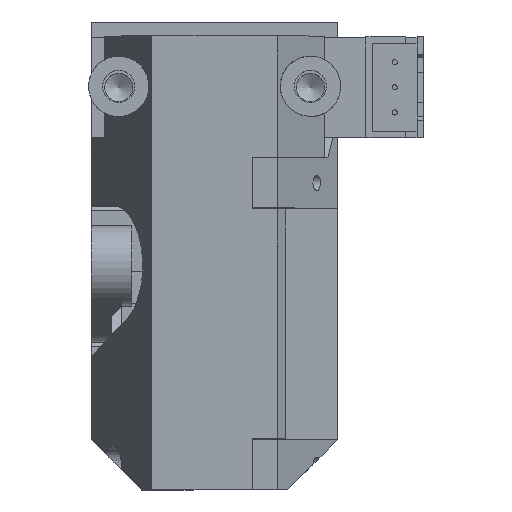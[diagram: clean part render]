
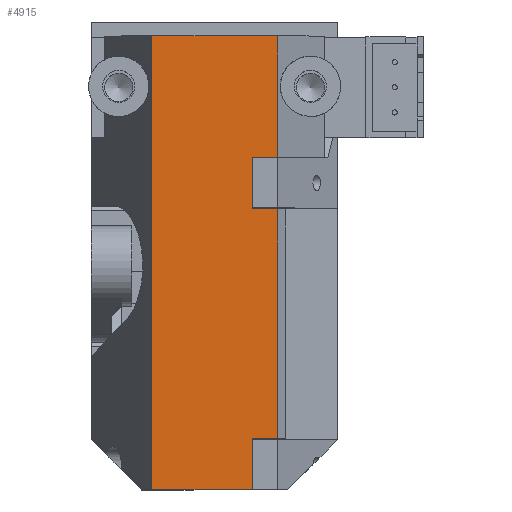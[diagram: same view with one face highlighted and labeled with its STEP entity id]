
A CAD part, top view. The second image highlights one B-rep face of the part: STEP entity #4915.
In plain terms, the highlighted planar face has unit normal (0, 0, 1).
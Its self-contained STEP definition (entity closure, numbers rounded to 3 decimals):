
#495=FACE_OUTER_BOUND('',#768,.T.);
#768=EDGE_LOOP('',(#4184,#4185,#4186,#4187,#4188,#4189,#4190,#4191,#4192,
#4193));
#1265=LINE('',#8001,#1825);
#1266=LINE('',#8003,#1826);
#1267=LINE('',#8005,#1827);
#1268=LINE('',#8007,#1828);
#1269=LINE('',#8009,#1829);
#1270=LINE('',#8011,#1830);
#1271=LINE('',#8013,#1831);
#1272=LINE('',#8015,#1832);
#1273=LINE('',#8017,#1833);
#1274=LINE('',#8018,#1834);
#1825=VECTOR('',#6557,10.);
#1826=VECTOR('',#6558,10.);
#1827=VECTOR('',#6559,10.);
#1828=VECTOR('',#6560,10.);
#1829=VECTOR('',#6561,10.);
#1830=VECTOR('',#6562,10.);
#1831=VECTOR('',#6563,10.);
#1832=VECTOR('',#6564,10.);
#1833=VECTOR('',#6565,10.);
#1834=VECTOR('',#6566,10.);
#2321=VERTEX_POINT('',#7999);
#2322=VERTEX_POINT('',#8000);
#2323=VERTEX_POINT('',#8002);
#2324=VERTEX_POINT('',#8004);
#2325=VERTEX_POINT('',#8006);
#2326=VERTEX_POINT('',#8008);
#2327=VERTEX_POINT('',#8010);
#2328=VERTEX_POINT('',#8012);
#2329=VERTEX_POINT('',#8014);
#2330=VERTEX_POINT('',#8016);
#2963=EDGE_CURVE('',#2321,#2322,#1265,.T.);
#2964=EDGE_CURVE('',#2321,#2323,#1266,.T.);
#2965=EDGE_CURVE('',#2323,#2324,#1267,.T.);
#2966=EDGE_CURVE('',#2324,#2325,#1268,.T.);
#2967=EDGE_CURVE('',#2325,#2326,#1269,.T.);
#2968=EDGE_CURVE('',#2327,#2326,#1270,.T.);
#2969=EDGE_CURVE('',#2327,#2328,#1271,.T.);
#2970=EDGE_CURVE('',#2328,#2329,#1272,.T.);
#2971=EDGE_CURVE('',#2330,#2329,#1273,.T.);
#2972=EDGE_CURVE('',#2330,#2322,#1274,.T.);
#4184=ORIENTED_EDGE('',*,*,#2963,.F.);
#4185=ORIENTED_EDGE('',*,*,#2964,.T.);
#4186=ORIENTED_EDGE('',*,*,#2965,.T.);
#4187=ORIENTED_EDGE('',*,*,#2966,.T.);
#4188=ORIENTED_EDGE('',*,*,#2967,.T.);
#4189=ORIENTED_EDGE('',*,*,#2968,.F.);
#4190=ORIENTED_EDGE('',*,*,#2969,.T.);
#4191=ORIENTED_EDGE('',*,*,#2970,.T.);
#4192=ORIENTED_EDGE('',*,*,#2971,.F.);
#4193=ORIENTED_EDGE('',*,*,#2972,.T.);
#4685=PLANE('',#5426);
#4915=ADVANCED_FACE('',(#495),#4685,.T.);
#5426=AXIS2_PLACEMENT_3D('',#7998,#6555,#6556);
#6555=DIRECTION('center_axis',(0.,0.,1.));
#6556=DIRECTION('ref_axis',(1.,0.,0.));
#6557=DIRECTION('',(0.,1.,0.));
#6558=DIRECTION('',(1.,0.,0.));
#6559=DIRECTION('',(0.,1.,0.));
#6560=DIRECTION('',(1.,0.,0.));
#6561=DIRECTION('',(0.,1.,0.));
#6562=DIRECTION('',(1.,0.,0.));
#6563=DIRECTION('',(0.,1.,0.));
#6564=DIRECTION('',(1.,0.,0.));
#6565=DIRECTION('',(0.,-1.,0.));
#6566=DIRECTION('',(-1.,0.,0.));
#7998=CARTESIAN_POINT('Origin',(0.,22.55,14.));
#7999=CARTESIAN_POINT('',(-6.25,0.,14.));
#8000=CARTESIAN_POINT('',(-6.25,45.1,14.));
#8001=CARTESIAN_POINT('',(-6.25,33.825,14.));
#8002=CARTESIAN_POINT('',(3.75,0.,14.));
#8003=CARTESIAN_POINT('',(-12.25,0.,14.));
#8004=CARTESIAN_POINT('',(3.75,5.1,14.));
#8005=CARTESIAN_POINT('',(3.75,27.775,14.));
#8006=CARTESIAN_POINT('',(6.25,5.1,14.));
#8007=CARTESIAN_POINT('',(3.75,5.1,14.));
#8008=CARTESIAN_POINT('',(6.25,27.9,14.));
#8009=CARTESIAN_POINT('',(6.25,22.2,14.));
#8010=CARTESIAN_POINT('',(3.75,27.9,14.));
#8011=CARTESIAN_POINT('',(3.75,27.9,14.));
#8012=CARTESIAN_POINT('',(3.75,33.,14.));
#8013=CARTESIAN_POINT('',(3.75,27.775,14.));
#8014=CARTESIAN_POINT('',(6.25,33.,14.));
#8015=CARTESIAN_POINT('',(6.125,33.,14.));
#8016=CARTESIAN_POINT('',(6.25,45.1,14.));
#8017=CARTESIAN_POINT('',(6.25,11.275,14.));
#8018=CARTESIAN_POINT('',(12.25,45.1,14.));
